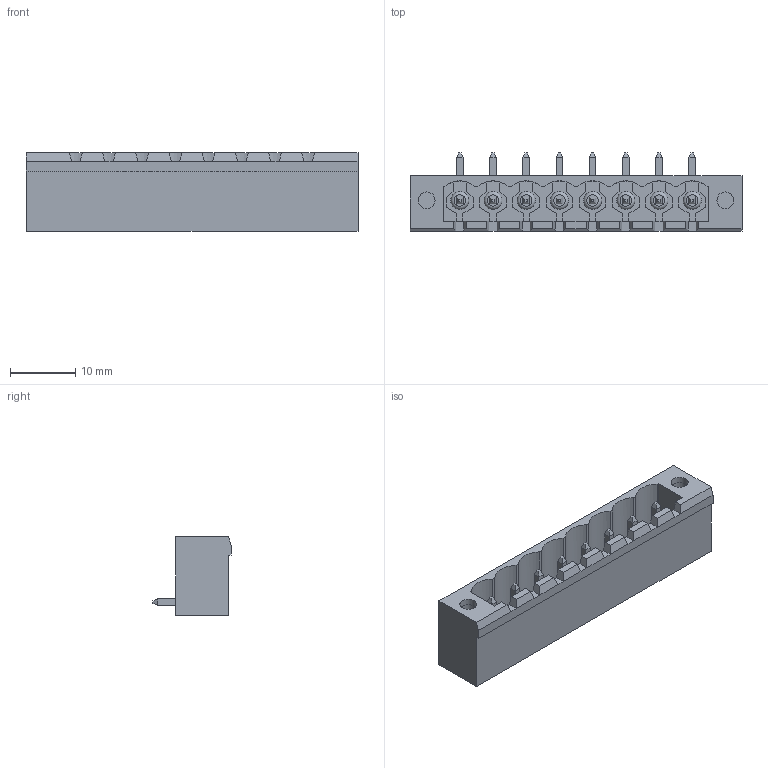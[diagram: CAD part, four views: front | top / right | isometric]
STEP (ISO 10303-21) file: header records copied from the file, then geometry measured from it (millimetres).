
FILE_DESCRIPTION( ( 'Unknown' ), '1' );
FILE_NAME( '691317510008.stp', 'Unknown', ( 'Unknown' ), ( 'Unknown' ), 'PSStep 19.0.9', 'Unknown', ' ' );
FILE_SCHEMA( ( 'AUTOMOTIVE_DESIGN { 1 0 10303 214 1 1 1 1 }' ) );
Length unit declared in the file: millimetre
Products named in the file (4): Assem1; 6913175100xx_PIN; 6913175100xx_INSERT; 691317510008
Assembly tree (11 placements, depth 2):
  Assem1
    6913175100xx_PIN  x8
    6913175100xx_INSERT  x2
    691317510008
Bounding box: 50.8 x 12 x 12 mm (x, y, z)
Volume: 2209 mm3; surface area: 5476.3 mm2
Topology: 11 solids, 11 shells, 479 faces, 1268 edges, 819 vertices
Faces by surface type: plane 439, cylinder 28, torus 12
Full cylindrical faces by diameter (mm): 2.6 x4, 2.75 x8
Entity records: 14030 total; most frequent: CARTESIAN_POINT 2198, ORIENTED_EDGE 1900, DIRECTION 1724, EDGE_CURVE 950, LINE 872, VECTOR 872, VERTEX_POINT 636, AXIS2_PLACEMENT_3D 426
